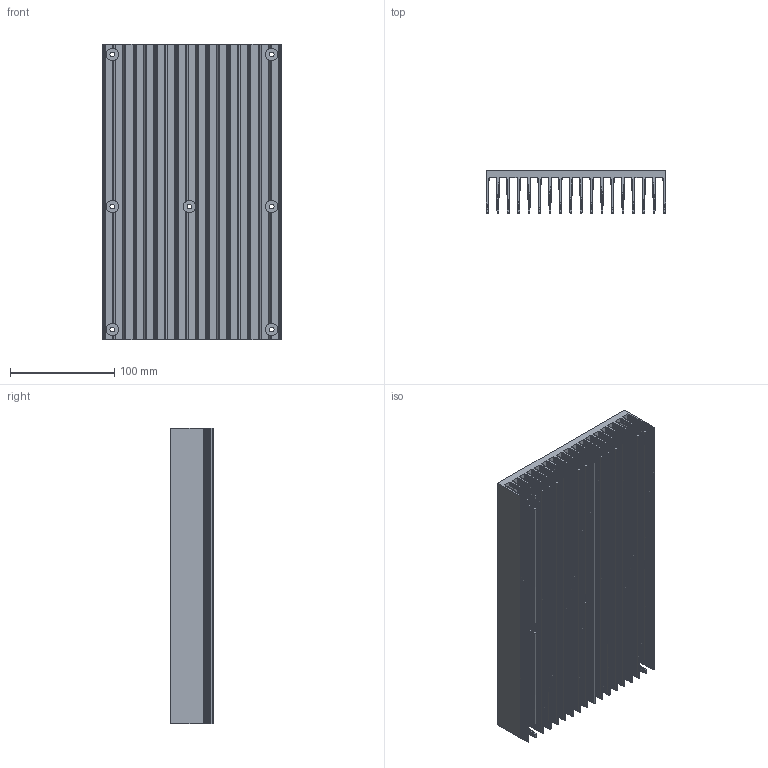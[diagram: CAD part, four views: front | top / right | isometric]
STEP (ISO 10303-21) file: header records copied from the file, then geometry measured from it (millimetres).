
FILE_DESCRIPTION(('STEP AP242'), '1');
FILE_NAME('購葠.752695.020 - 冓儰僗闉_076', '', ('UNSPECIFIED'), ('UNSPECIFIED'), 'ASCON STEP Converter 1.6', 'ASCON Math Kernel', '');
FILE_SCHEMA(('AP242_MANAGED_MODEL_BASED_3D_ENGINEERING_MIM_LF { 1 0 10303 442 1 1 4 }'));
Length unit declared in the file: millimetre
Products named in the file (1): 購葠.752695.020
Bounding box: 172 x 41 x 284 mm (x, y, z)
Volume: 671518.3 mm3; surface area: 488381.3 mm2
Topology: 1 solids, 1 shells, 2067 faces, 6193 edges, 4129 vertices
Faces by surface type: cylinder 1913, plane 154
Full cylindrical faces by diameter (mm): 4.5 x7, 12 x7
Entity records: 103339 total; most frequent: CARTESIAN_POINT 30867, ORIENTED_EDGE 12322, DIRECTION 11870, EDGE_CURVE 6161, AXIS2_PLACEMENT_3D 4805, VERTEX_POINT 4117, CIRCLE 2743, LINE 2260
